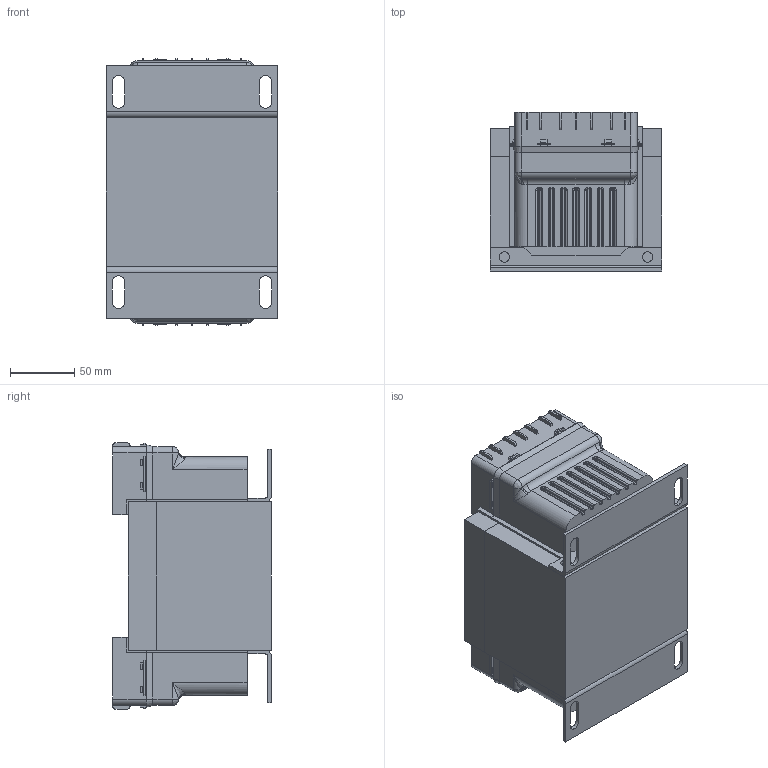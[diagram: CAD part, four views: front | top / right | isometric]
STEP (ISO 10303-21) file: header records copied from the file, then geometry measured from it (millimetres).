
FILE_DESCRIPTION (( 'STEP AP214' ), '1' );
FILE_NAME ('PH1500MQMJ.step', '2017-08-10T15:53:46', ( '' ), ( '' ), 'SwSTEP 2.0', 'SolidWorks 2017', '' );
FILE_SCHEMA (( 'AUTOMOTIVE_DESIGN' ));
Length unit declared in the file: inch
Products named in the file (1): PH1500MQMJ
Bounding box: 133.35 x 123.12 x 206.87 mm (x, y, z)
Volume: 2524878.8 mm3; surface area: 245200.2 mm2
Topology: 8 solids, 8 shells, 678 faces, 1794 edges, 1104 vertices
Faces by surface type: plane 392, cylinder 200, bspline 82, cone 4
Entity records: 22378 total; most frequent: CARTESIAN_POINT 5998, ORIENTED_EDGE 3516, DIRECTION 3174, EDGE_CURVE 1758, VECTOR 1264, LINE 1264, VERTEX_POINT 1104, AXIS2_PLACEMENT_3D 955
